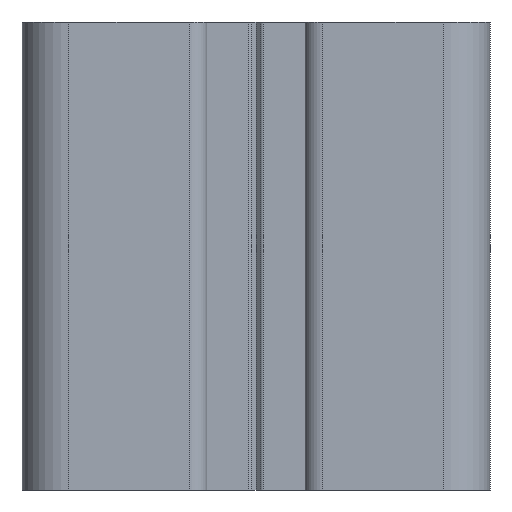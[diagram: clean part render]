
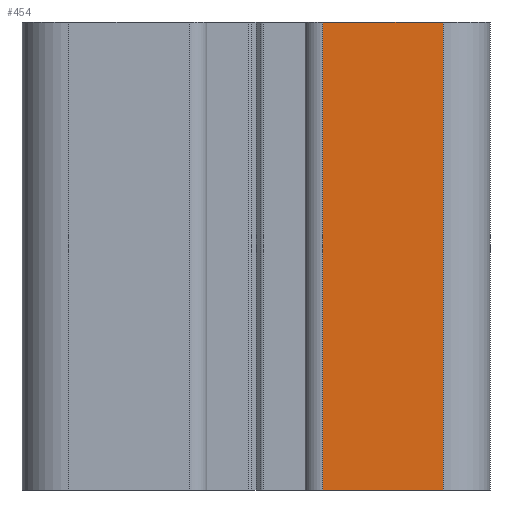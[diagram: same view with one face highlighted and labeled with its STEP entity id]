
A CAD part, front view. The second image highlights one B-rep face of the part: STEP entity #454.
In plain terms, the highlighted planar face has unit normal (0, -1, 0).
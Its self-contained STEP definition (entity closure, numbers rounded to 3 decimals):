
#15 = FACE_OUTER_BOUND ( 'NONE', #74, .T. ) ;
#74 = EDGE_LOOP ( 'NONE', ( #4955, #207, #3831, #939 ) ) ;
#95 = VERTEX_POINT ( 'NONE', #4021 ) ;
#96 = CARTESIAN_POINT ( 'NONE',  ( 450.804, 122.786, 0. ) ) ;
#207 = ORIENTED_EDGE ( 'NONE', *, *, #5219, .F. ) ;
#450 = EDGE_CURVE ( 'NONE', #95, #4052, #2192, .T. ) ;
#454 = ADVANCED_FACE ( 'NONE', ( #15 ), #1704, .F. ) ;
#655 = LINE ( 'NONE', #3132, #2417 ) ;
#718 = VERTEX_POINT ( 'NONE', #5615 ) ;
#903 = VECTOR ( 'NONE', #5149, 1000. ) ;
#939 = ORIENTED_EDGE ( 'NONE', *, *, #2450, .T. ) ;
#1040 = VERTEX_POINT ( 'NONE', #4067 ) ;
#1234 = VECTOR ( 'NONE', #2201, 1000. ) ;
#1540 = LINE ( 'NONE', #5810, #4970 ) ;
#1704 = PLANE ( 'NONE',  #4212 ) ;
#2192 = LINE ( 'NONE', #4942, #1234 ) ;
#2201 = DIRECTION ( 'NONE',  ( 1., 0., 0. ) ) ;
#2417 = VECTOR ( 'NONE', #3633, 1000. ) ;
#2450 = EDGE_CURVE ( 'NONE', #1040, #95, #3846, .T. ) ;
#2632 = CARTESIAN_POINT ( 'NONE',  ( 440.504, 122.786, 40. ) ) ;
#3132 = CARTESIAN_POINT ( 'NONE',  ( 450.804, 122.786, 40. ) ) ;
#3150 = CARTESIAN_POINT ( 'NONE',  ( 450.804, 122.786, 40. ) ) ;
#3515 = DIRECTION ( 'NONE',  ( 0., 0., -1. ) ) ;
#3555 = DIRECTION ( 'NONE',  ( -1., 0., 0. ) ) ;
#3633 = DIRECTION ( 'NONE',  ( 1., 0., 0. ) ) ;
#3831 = ORIENTED_EDGE ( 'NONE', *, *, #5331, .F. ) ;
#3846 = LINE ( 'NONE', #2632, #903 ) ;
#4021 = CARTESIAN_POINT ( 'NONE',  ( 440.504, 122.786, 0. ) ) ;
#4052 = VERTEX_POINT ( 'NONE', #96 ) ;
#4067 = CARTESIAN_POINT ( 'NONE',  ( 440.504, 122.786, 40. ) ) ;
#4212 = AXIS2_PLACEMENT_3D ( 'NONE', #3150, #4551, #3555 ) ;
#4551 = DIRECTION ( 'NONE',  ( 0., 1., 0. ) ) ;
#4942 = CARTESIAN_POINT ( 'NONE',  ( 450.804, 122.786, 0. ) ) ;
#4955 = ORIENTED_EDGE ( 'NONE', *, *, #450, .T. ) ;
#4970 = VECTOR ( 'NONE', #3515, 1000. ) ;
#5149 = DIRECTION ( 'NONE',  ( 0., 0., -1. ) ) ;
#5219 = EDGE_CURVE ( 'NONE', #718, #4052, #1540, .T. ) ;
#5331 = EDGE_CURVE ( 'NONE', #1040, #718, #655, .T. ) ;
#5615 = CARTESIAN_POINT ( 'NONE',  ( 450.804, 122.786, 40. ) ) ;
#5810 = CARTESIAN_POINT ( 'NONE',  ( 450.804, 122.786, 40. ) ) ;
